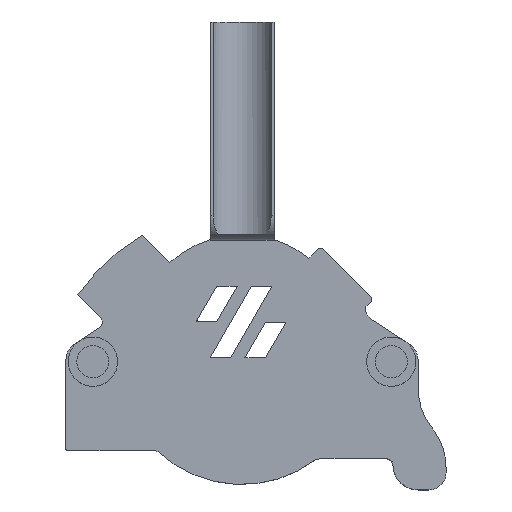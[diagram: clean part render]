
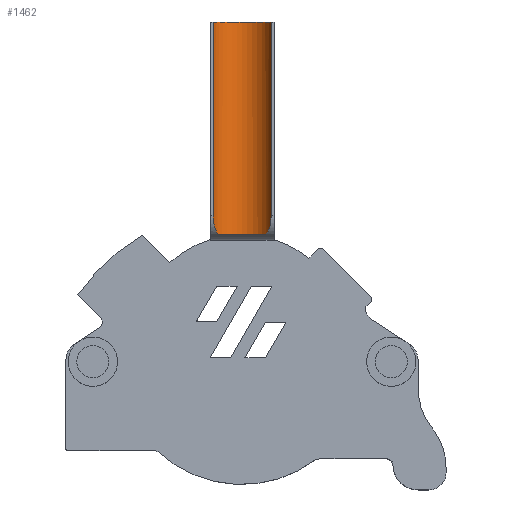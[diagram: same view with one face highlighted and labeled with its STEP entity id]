
A CAD part, top view. The second image highlights one B-rep face of the part: STEP entity #1462.
In plain terms, the highlighted cylindrical face has radius 4.625 mm (diameter 9.25 mm), a partial arc.
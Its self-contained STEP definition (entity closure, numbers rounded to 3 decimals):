
#40=CYLINDRICAL_SURFACE('',#4656,4.625);
#65=B_SPLINE_CURVE_WITH_KNOTS('',3,(#7572,#7573,#7574,#7575,#7576,#7577,
#7578,#7579),.UNSPECIFIED.,.F.,.F.,(4,2,2,4),(-0.313,-0.296,
-0.148,0.),.UNSPECIFIED.);
#66=B_SPLINE_CURVE_WITH_KNOTS('',3,(#7582,#7583,#7584,#7585,#7586,#7587,
#7588,#7589),.UNSPECIFIED.,.F.,.F.,(4,2,2,4),(1.399,1.547,
1.695,1.712),.UNSPECIFIED.);
#206=LINE('',#7566,#354);
#207=LINE('',#7570,#355);
#354=VECTOR('',#6258,10.);
#355=VECTOR('',#6261,10.);
#433=FACE_OUTER_BOUND('',#524,.T.);
#524=EDGE_LOOP('',(#1298,#1299,#1300,#1301,#1302,#1303));
#580=CIRCLE('',#4657,4.625);
#581=CIRCLE('',#4658,4.625);
#713=VERTEX_POINT('',#7564);
#714=VERTEX_POINT('',#7565);
#715=VERTEX_POINT('',#7567);
#716=VERTEX_POINT('',#7569);
#717=VERTEX_POINT('',#7571);
#718=VERTEX_POINT('',#7580);
#914=EDGE_CURVE('',#713,#714,#206,.T.);
#915=EDGE_CURVE('',#715,#713,#580,.T.);
#916=EDGE_CURVE('',#716,#715,#207,.T.);
#917=EDGE_CURVE('',#717,#716,#65,.T.);
#918=EDGE_CURVE('',#717,#718,#581,.T.);
#919=EDGE_CURVE('',#714,#718,#66,.T.);
#1298=ORIENTED_EDGE('',*,*,#914,.F.);
#1299=ORIENTED_EDGE('',*,*,#915,.F.);
#1300=ORIENTED_EDGE('',*,*,#916,.F.);
#1301=ORIENTED_EDGE('',*,*,#917,.F.);
#1302=ORIENTED_EDGE('',*,*,#918,.T.);
#1303=ORIENTED_EDGE('',*,*,#919,.F.);
#1462=ADVANCED_FACE('',(#433),#40,.F.);
#4656=AXIS2_PLACEMENT_3D('',#7563,#6256,#6257);
#4657=AXIS2_PLACEMENT_3D('',#7568,#6259,#6260);
#4658=AXIS2_PLACEMENT_3D('',#7581,#6262,#6263);
#6256=DIRECTION('center_axis',(0.,-1.,0.));
#6257=DIRECTION('ref_axis',(-1.,0.,0.));
#6258=DIRECTION('',(0.,-1.,0.));
#6259=DIRECTION('center_axis',(0.,-1.,0.));
#6260=DIRECTION('ref_axis',(-1.,0.,0.));
#6261=DIRECTION('',(0.,1.,0.));
#6262=DIRECTION('center_axis',(0.,-1.,0.));
#6263=DIRECTION('ref_axis',(-1.,0.,0.));
#7563=CARTESIAN_POINT('Origin',(88.859,68.278,0.655));
#7564=CARTESIAN_POINT('',(93.094,68.278,-1.204));
#7565=CARTESIAN_POINT('',(93.094,40.028,-1.204));
#7566=CARTESIAN_POINT('',(93.094,68.278,-1.204));
#7567=CARTESIAN_POINT('',(84.624,68.278,-1.204));
#7568=CARTESIAN_POINT('Origin',(88.859,68.278,0.655));
#7569=CARTESIAN_POINT('',(84.624,40.028,-1.204));
#7570=CARTESIAN_POINT('',(84.624,68.278,-1.204));
#7571=CARTESIAN_POINT('',(85.39,37.278,-2.405));
#7572=CARTESIAN_POINT('Ctrl Pts',(85.39,37.278,-2.405));
#7573=CARTESIAN_POINT('Ctrl Pts',(85.358,37.312,-2.368));
#7574=CARTESIAN_POINT('Ctrl Pts',(85.328,37.346,-2.333));
#7575=CARTESIAN_POINT('Ctrl Pts',(85.05,37.682,-1.998));
#7576=CARTESIAN_POINT('Ctrl Pts',(84.875,38.088,-1.706));
#7577=CARTESIAN_POINT('Ctrl Pts',(84.665,39.015,-1.309));
#7578=CARTESIAN_POINT('Ctrl Pts',(84.624,39.535,-1.204));
#7579=CARTESIAN_POINT('Ctrl Pts',(84.624,40.028,-1.204));
#7580=CARTESIAN_POINT('',(92.327,37.278,-2.405));
#7581=CARTESIAN_POINT('Origin',(88.859,37.278,0.655));
#7582=CARTESIAN_POINT('Ctrl Pts',(93.094,40.028,-1.204));
#7583=CARTESIAN_POINT('Ctrl Pts',(93.094,39.535,-1.204));
#7584=CARTESIAN_POINT('Ctrl Pts',(93.052,39.015,-1.309));
#7585=CARTESIAN_POINT('Ctrl Pts',(92.842,38.088,-1.706));
#7586=CARTESIAN_POINT('Ctrl Pts',(92.667,37.682,-1.998));
#7587=CARTESIAN_POINT('Ctrl Pts',(92.39,37.346,-2.333));
#7588=CARTESIAN_POINT('Ctrl Pts',(92.359,37.312,-2.368));
#7589=CARTESIAN_POINT('Ctrl Pts',(92.327,37.278,-2.405));
